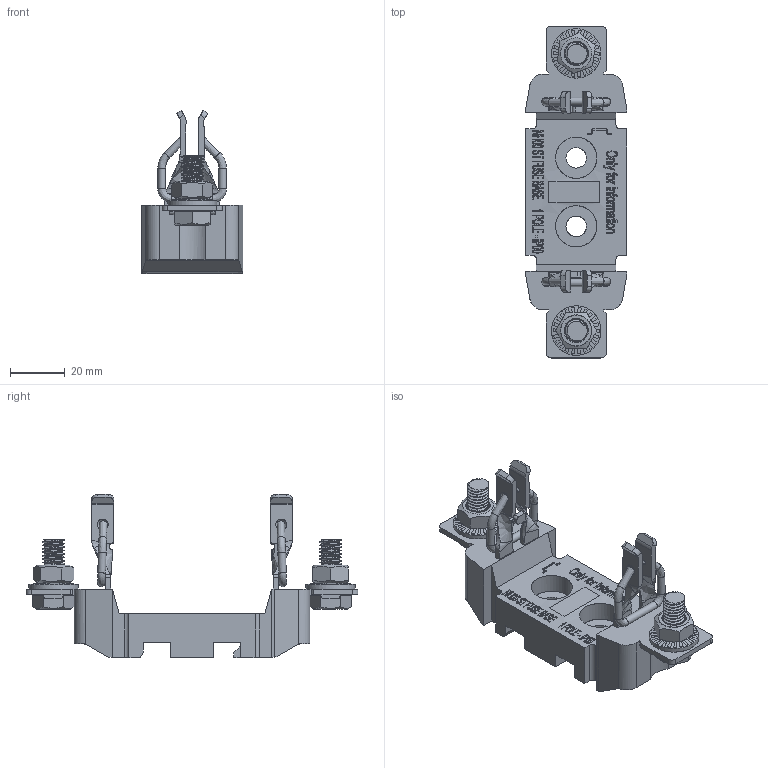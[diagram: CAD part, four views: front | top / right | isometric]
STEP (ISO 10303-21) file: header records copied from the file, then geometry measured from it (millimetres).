
FILE_DESCRIPTION((''),'2;1');
FILE_NAME('3D_NH00_I_IP00.stp','2022-05-27T15:48:50',('User'), ('SDRC'),'I-DEAS Master Series','UNIX','Yes');
FILE_SCHEMA(('CONFIG_CONTROL_DESIGN', 'GEOMETRIC_VALIDATION_PROPERTIES_MIM','SHAPE_APPEARANCE_LAYER_MIM'));
Length unit declared in the file: millimetre
Bounding box: 37.18 x 121.1 x 59.5 mm (x, y, z)
Surface area: 23147.7 mm2 (no closed solid volume)
Topology: 0 solids, 8 shells, 1146 faces, 3300 edges, 2215 vertices
Faces by surface type: bspline 1146
Entity records: 52533 total; most frequent: CARTESIAN_POINT 32894, ORIENTED_EDGE 6331, EDGE_CURVE 3290, VERTEX_POINT 2205, QUASI_UNIFORM_CURVE 2123, EDGE_LOOP 1288, FACE_OUTER_BOUND 1146, ADVANCED_FACE 1146
